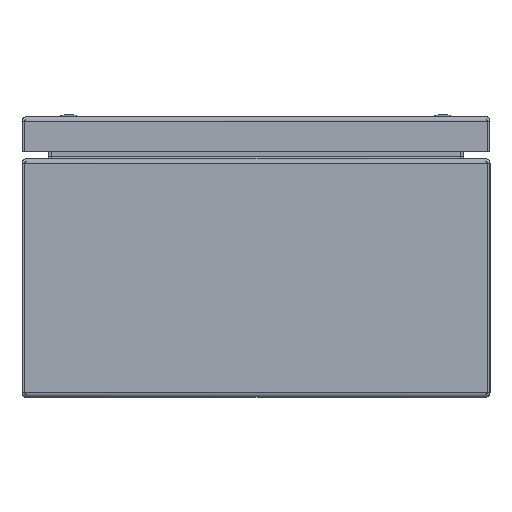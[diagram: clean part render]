
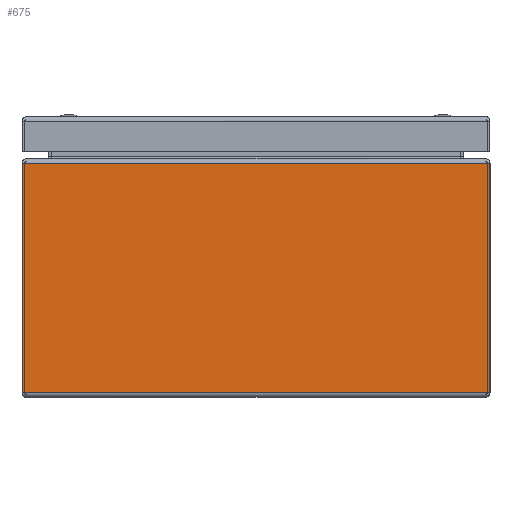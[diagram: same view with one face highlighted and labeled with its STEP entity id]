
A CAD part, left-side view. The second image highlights one B-rep face of the part: STEP entity #675.
In plain terms, the highlighted planar face has unit normal (-1, 0, 0).
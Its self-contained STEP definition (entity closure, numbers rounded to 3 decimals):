
#675 = ADVANCED_FACE( '', ( #1566 ), #1567, .F. );
#1566 = FACE_OUTER_BOUND( '', #2738, .T. );
#1567 = PLANE( '', #2739 );
#2738 = EDGE_LOOP( '', ( #4471, #4472, #4473, #4474 ) );
#2739 = AXIS2_PLACEMENT_3D( '', #4475, #4476, #4477 );
#4471 = ORIENTED_EDGE( '', *, *, #6743, .T. );
#4472 = ORIENTED_EDGE( '', *, *, #6785, .T. );
#4473 = ORIENTED_EDGE( '', *, *, #6786, .F. );
#4474 = ORIENTED_EDGE( '', *, *, #6411, .F. );
#4475 = CARTESIAN_POINT( '', ( -200., 200., -60. ) );
#4476 = DIRECTION( '', ( 1., 0., 0. ) );
#4477 = DIRECTION( '', ( 0., 0., -1. ) );
#6411 = EDGE_CURVE( '', #7572, #7388, #7573, .T. );
#6743 = EDGE_CURVE( '', #7572, #7448, #8103, .T. );
#6785 = EDGE_CURVE( '', #7448, #8166, #8167, .T. );
#6786 = EDGE_CURVE( '', #7388, #8166, #8168, .T. );
#7388 = VERTEX_POINT( '', #8970 );
#7448 = VERTEX_POINT( '', #9065 );
#7572 = VERTEX_POINT( '', #9275 );
#7573 = LINE( '', #9276, #9277 );
#8103 = LINE( '', #9995, #9996 );
#8166 = VERTEX_POINT( '', #10099 );
#8167 = LINE( '', #10100, #10101 );
#8168 = LINE( '', #10102, #10103 );
#8970 = CARTESIAN_POINT( '', ( -200., 200., 40. ) );
#9065 = CARTESIAN_POINT( '', ( -200., 0., -58. ) );
#9275 = CARTESIAN_POINT( '', ( -200., 200., -58. ) );
#9276 = CARTESIAN_POINT( '', ( -200., 200., -60. ) );
#9277 = VECTOR( '', #11220, 1000. );
#9995 = CARTESIAN_POINT( '', ( -200., 200., -58. ) );
#9996 = VECTOR( '', #11667, 1000. );
#10099 = CARTESIAN_POINT( '', ( -200., 0., 40. ) );
#10100 = CARTESIAN_POINT( '', ( -200., 0., -60. ) );
#10101 = VECTOR( '', #11710, 1000. );
#10102 = CARTESIAN_POINT( '', ( -200., 200., 40. ) );
#10103 = VECTOR( '', #11711, 1000. );
#11220 = DIRECTION( '', ( 0., 0., 1. ) );
#11667 = DIRECTION( '', ( 0., -1., 0. ) );
#11710 = DIRECTION( '', ( 0., 0., 1. ) );
#11711 = DIRECTION( '', ( 0., -1., 0. ) );
